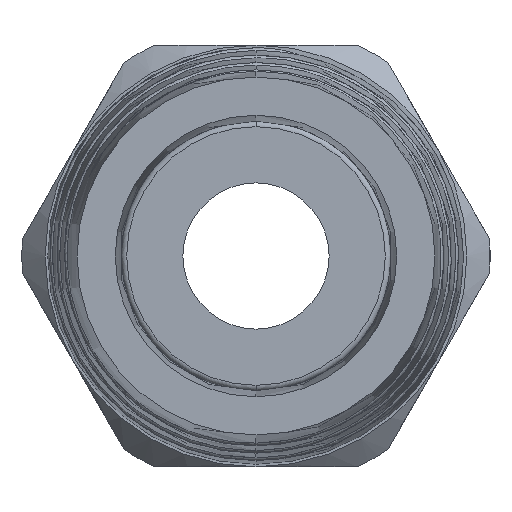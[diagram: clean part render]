
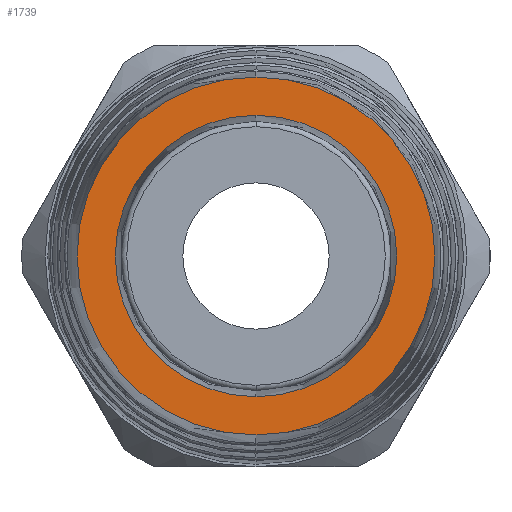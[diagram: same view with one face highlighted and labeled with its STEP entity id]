
A CAD part, left-side view. The second image highlights one B-rep face of the part: STEP entity #1739.
In plain terms, the highlighted planar face has unit normal (-1, 0, 0).
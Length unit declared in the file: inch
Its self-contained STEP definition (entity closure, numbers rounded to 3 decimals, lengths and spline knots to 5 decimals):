
#393 = VERTEX_POINT ( 'NONE', #5007 ) ;
#395 = EDGE_CURVE ( 'NONE', #393, #396, #5006, .T. ) ;
#396 = VERTEX_POINT ( 'NONE', #5001 ) ;
#637 = EDGE_CURVE ( 'NONE', #649, #648, #5517, .T. ) ;
#647 = EDGE_CURVE ( 'NONE', #648, #649, #5583, .T. ) ;
#648 = VERTEX_POINT ( 'NONE', #5611 ) ;
#649 = VERTEX_POINT ( 'NONE', #5610 ) ;
#1715 = ORIENTED_EDGE ( 'NONE', *, *, #1723, .F. ) ;
#1719 = ORIENTED_EDGE ( 'NONE', *, *, #647, .T. ) ;
#1720 = EDGE_LOOP ( 'NONE', ( #1715, #1729 ) ) ;
#1722 = ORIENTED_EDGE ( 'NONE', *, *, #637, .T. ) ;
#1723 = EDGE_CURVE ( 'NONE', #396, #393, #7727, .T. ) ;
#1729 = ORIENTED_EDGE ( 'NONE', *, *, #395, .F. ) ;
#1739 = ADVANCED_FACE ( 'NONE', ( #7749, #7748 ), #7746, .T. ) ;
#1744 = EDGE_LOOP ( 'NONE', ( #1722, #1719 ) ) ;
#5001 = CARTESIAN_POINT ( 'NONE',  ( -2.44, 0., 0.25031 ) ) ;
#5002 = DIRECTION ( 'NONE',  ( 0., 0., 1. ) ) ;
#5003 = DIRECTION ( 'NONE',  ( -1., 0., 0. ) ) ;
#5004 = CARTESIAN_POINT ( 'NONE',  ( -2.44, 0., 0. ) ) ;
#5005 = AXIS2_PLACEMENT_3D ( 'NONE', #5004, #5003, #5002 ) ;
#5006 = CIRCLE ( 'NONE', #5005, 0.25031 ) ;
#5007 = CARTESIAN_POINT ( 'NONE',  ( -2.44, 0., -0.25031 ) ) ;
#5513 = DIRECTION ( 'NONE',  ( 0., 0., 1. ) ) ;
#5514 = DIRECTION ( 'NONE',  ( -1., 0., 0. ) ) ;
#5515 = CARTESIAN_POINT ( 'NONE',  ( -2.44, 0., 0. ) ) ;
#5516 = AXIS2_PLACEMENT_3D ( 'NONE', #5515, #5514, #5513 ) ;
#5517 = CIRCLE ( 'NONE', #5516, 0.31824 ) ;
#5583 = CIRCLE ( 'NONE', #5615, 0.31824 ) ;
#5610 = CARTESIAN_POINT ( 'NONE',  ( -2.44, 0., -0.31824 ) ) ;
#5611 = CARTESIAN_POINT ( 'NONE',  ( -2.44, 0., 0.31824 ) ) ;
#5612 = DIRECTION ( 'NONE',  ( 0., 0., 1. ) ) ;
#5613 = DIRECTION ( 'NONE',  ( -1., 0., 0. ) ) ;
#5614 = CARTESIAN_POINT ( 'NONE',  ( -2.44, 0., 0. ) ) ;
#5615 = AXIS2_PLACEMENT_3D ( 'NONE', #5614, #5613, #5612 ) ;
#7709 = DIRECTION ( 'NONE',  ( 0., 0., 1. ) ) ;
#7724 = DIRECTION ( 'NONE',  ( -1., 0., 0. ) ) ;
#7725 = CARTESIAN_POINT ( 'NONE',  ( -2.44, 0., 0. ) ) ;
#7726 = AXIS2_PLACEMENT_3D ( 'NONE', #7725, #7724, #7709 ) ;
#7727 = CIRCLE ( 'NONE', #7726, 0.25031 ) ;
#7743 = DIRECTION ( 'NONE',  ( -1., 0., 0. ) ) ;
#7744 = CARTESIAN_POINT ( 'NONE',  ( -2.44, 0., 0. ) ) ;
#7745 = AXIS2_PLACEMENT_3D ( 'NONE', #7744, #7743, #7764 ) ;
#7746 = PLANE ( 'NONE',  #7745 ) ;
#7748 = FACE_BOUND ( 'NONE', #1720, .T. ) ;
#7749 = FACE_OUTER_BOUND ( 'NONE', #1744, .T. ) ;
#7764 = DIRECTION ( 'NONE',  ( 0., 0., 1. ) ) ;
